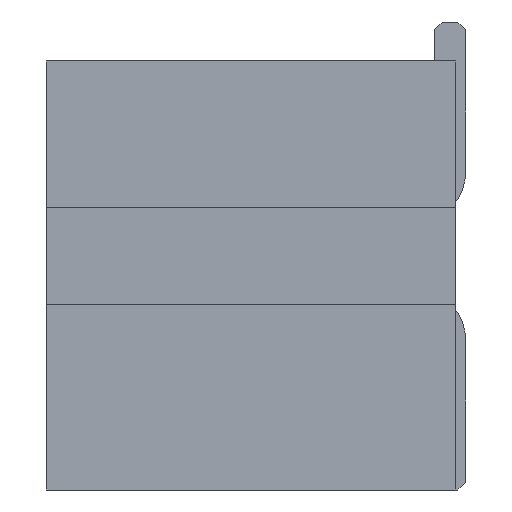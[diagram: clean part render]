
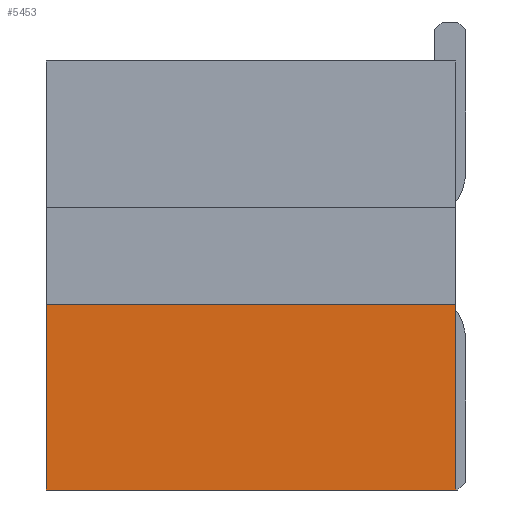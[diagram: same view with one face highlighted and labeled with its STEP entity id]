
A CAD part, left-side view. The second image highlights one B-rep face of the part: STEP entity #5453.
In plain terms, the highlighted planar face has unit normal (-1, 0, 0).
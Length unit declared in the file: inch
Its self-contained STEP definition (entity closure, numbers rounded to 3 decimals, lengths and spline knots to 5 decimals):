
#1548=ORIENTED_EDGE('',*,*,#2420,.F.);
#1549=ORIENTED_EDGE('',*,*,#2422,.T.);
#1550=ORIENTED_EDGE('',*,*,#2398,.T.);
#1551=ORIENTED_EDGE('',*,*,#2370,.T.);
#2370=EDGE_CURVE('',#2924,#2926,#3616,.T.);
#2398=EDGE_CURVE('',#2952,#2924,#3644,.T.);
#2420=EDGE_CURVE('',#2967,#2926,#3666,.T.);
#2422=EDGE_CURVE('',#2967,#2952,#3668,.T.);
#2924=VERTEX_POINT('',#8605);
#2926=VERTEX_POINT('',#8609);
#2952=VERTEX_POINT('',#8666);
#2967=VERTEX_POINT('',#8706);
#3616=LINE('',#8610,#4342);
#3644=LINE('',#8665,#4370);
#3666=LINE('',#8707,#4392);
#3668=LINE('',#8710,#4394);
#4342=VECTOR('',#7059,39.37008);
#4370=VECTOR('',#7091,39.37008);
#4392=VECTOR('',#7121,39.37008);
#4394=VECTOR('',#7125,39.37008);
#4677=EDGE_LOOP('',(#1548,#1549,#1550,#1551));
#4945=FACE_BOUND('',#4677,.T.);
#5185=PLANE('',#5817);
#5453=ADVANCED_FACE('',(#4945),#5185,.F.);
#5817=AXIS2_PLACEMENT_3D('',#8709,#7123,#7124);
#7059=DIRECTION('',(0.,-1.,0.));
#7091=DIRECTION('',(0.,0.,-1.));
#7121=DIRECTION('',(0.,0.,-1.));
#7123=DIRECTION('',(1.,0.,0.));
#7124=DIRECTION('',(0.,0.,-1.));
#7125=DIRECTION('',(0.,1.,0.));
#8605=CARTESIAN_POINT('',(-0.3,0.21,-0.12));
#8609=CARTESIAN_POINT('',(-0.3,0.,-0.12));
#8610=CARTESIAN_POINT('',(-0.3,0.21,-0.12));
#8665=CARTESIAN_POINT('',(-0.3,0.21,0.1));
#8666=CARTESIAN_POINT('',(-0.3,0.21,-0.025));
#8706=CARTESIAN_POINT('',(-0.3,0.,-0.025));
#8707=CARTESIAN_POINT('',(-0.3,0.,0.1));
#8709=CARTESIAN_POINT('',(-0.3,0.21,0.1));
#8710=CARTESIAN_POINT('',(-0.3,0.21,-0.025));
